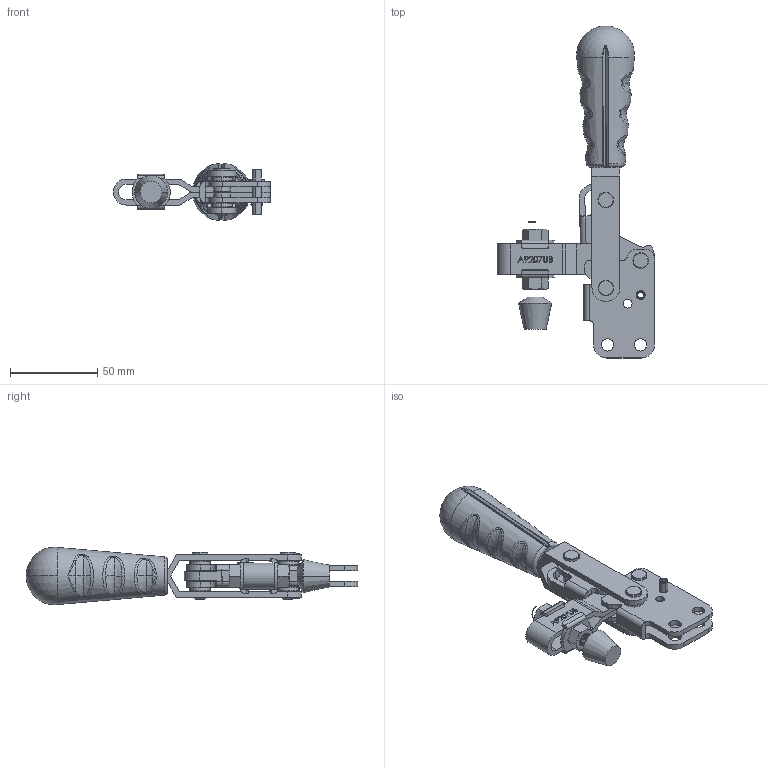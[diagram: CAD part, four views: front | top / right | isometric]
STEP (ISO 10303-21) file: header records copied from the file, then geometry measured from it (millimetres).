
FILE_DESCRIPTION (( 'STEP AP214' ), '1' );
FILE_NAME ('A9207UB.STEP', '2024-01-11T06:21:25', ( '' ), ( '' ), 'SwSTEP 2.0', 'SolidWorks 2016', '' );
FILE_SCHEMA (( 'AUTOMOTIVE_DESIGN' ));
Length unit declared in the file: millimetre
Products named in the file (15): FW_FW-516 GH-12135,12136,12137,12138, GH-101D,101DI,101E,101EI , GH-12205,12210,225D,225DI , GH-203F,202F,203FL,202FL , GH-22165,22170,22185,22190 , GH-22235,22240; 6800GH-3-12AMF_1; DEFAULT-6_1; FCMM_FC-086312; DEFAULT-2_1; 零件包內容_1; DEFAULT-7_1; 112502B13_112501B13; A9207UB; DEFAULT-8_1; DEFAULT-4_1; DEFAULT-1_1; 112502B08_1; Hexagon Nut_1_JIS_JIS B 1181 Hexagon nut - Class 1 Finished M8 --S; DEFAULT-5_1
Assembly tree (22 placements, depth 3):
  A9207UB
    6800GH-3-12AMF_1
    DEFAULT-1_1
    DEFAULT-2_1  x2
    DEFAULT-4_1
    DEFAULT-5_1  x2
    DEFAULT-6_1  x2
    DEFAULT-7_1
    DEFAULT-8_1  x4
    112502B13_112501B13
    112502B08_1
    零件包內容_1
      Hexagon Nut_1_JIS_JIS B 1181 Hexagon nut - Class 1 Finished M8 --S  x2
      FW_FW-516 GH-12135,12136,12137,12138, GH-101D,101DI,101E,101EI , GH-12205,12210,225D,225DI , GH-203F,202F,203FL,202FL , GH-22165,22170,22185,22190 , GH-22235,22240  x2
      FCMM_FC-086312
Bounding box: 90.3 x 190.42 x 32.95 mm (x, y, z)
Volume: 89053.6 mm3; surface area: 53740.2 mm2
Topology: 20 solids, 22 shells, 709 faces, 1716 edges, 1077 vertices
Faces by surface type: cylinder 238, plane 216, cone 133, bspline 120, sphere 2
Entity records: 32440 total; most frequent: CARTESIAN_POINT 13616, ORIENTED_EDGE 2656, DIRECTION 2460, EDGE_CURVE 1330, AXIS2_PLACEMENT_3D 910, VERTEX_POINT 851, VECTOR 640, LINE 640
